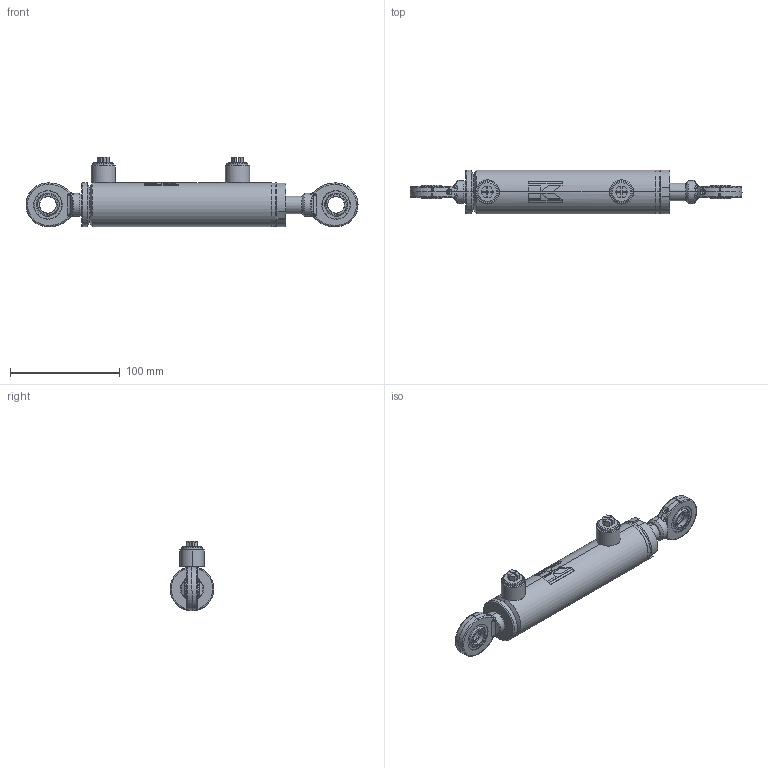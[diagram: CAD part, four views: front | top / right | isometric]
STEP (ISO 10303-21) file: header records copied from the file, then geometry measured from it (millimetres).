
FILE_DESCRIPTION (( 'STEP AP214' ), '1' );
FILE_NAME ('CFGCY0079637-Cylinder.step', '2026-03-09T08:52:03', ( 'Kramp IT' ), ( 'Kramp' ), 'SwSTEP 2.0', 'SolidWorks 2025', '' );
FILE_SCHEMA (( 'AUTOMOTIVE_DESIGN' ));
Length unit declared in the file: millimetre
Products named in the file (19): DC3903001; GK15DO-RD; SP04M; Tube-MA_Simplified; Tube-WA_Simplified; Tube_Simplified; DS2903013016VM_Simplified; GK15DO; CFGCY0079637-Cylinder; Rod_Simplified; MATE-AID; Rod-WA_Simplified; GK15DO-EC; DS2903004_Simplified; LSN04E; SLBMM1215; DS2903013016_Simplified; DS2903004VM_Simplified
Assembly tree (20 placements, depth 4):
  CFGCY0079637-Cylinder
    Tube-WA_Simplified
      Tube-MA_Simplified
        Tube_Simplified
        LSN04E
      LSN04E
      DC3903001
        DC3903001
      GK15DO-EC
        GK15DO
    Rod-WA_Simplified
      Rod_Simplified
      GK15DO-RD
        GK15DO
    DS2903013016VM_Simplified
      DS2903013016_Simplified
    DS2903004VM_Simplified
      DS2903004_Simplified
    SLBMM1215
    SP04M  x2
  MATE-AID
Bounding box: 303 x 40 x 63.5 mm (x, y, z)
Volume: 227711.1 mm3; surface area: 87941.7 mm2
Topology: 16 solids, 16 shells, 580 faces, 1378 edges, 850 vertices
Faces by surface type: cylinder 175, plane 163, cone 114, bspline 96, torus 32
Entity records: 14514 total; most frequent: CARTESIAN_POINT 5541, DIRECTION 1817, ORIENTED_EDGE 1748, EDGE_CURVE 874, AXIS2_PLACEMENT_3D 742, VERTEX_POINT 542, EDGE_LOOP 422, CIRCLE 386
